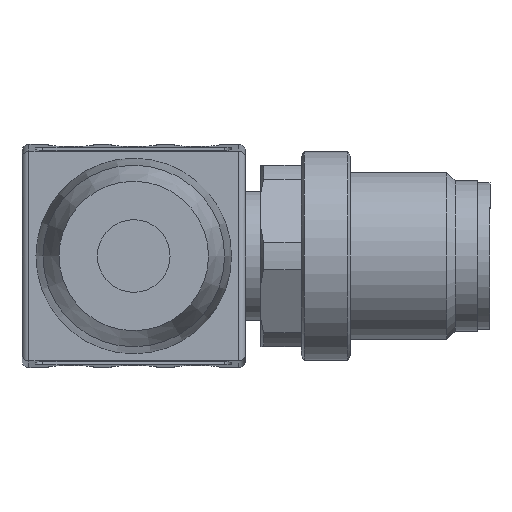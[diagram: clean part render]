
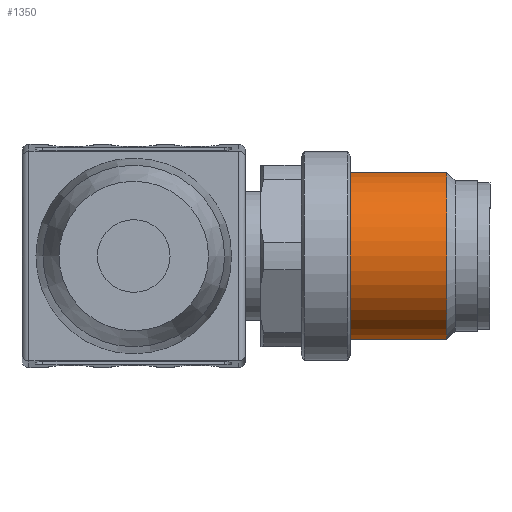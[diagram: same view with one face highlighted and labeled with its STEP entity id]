
A CAD part, left-side view. The second image highlights one B-rep face of the part: STEP entity #1350.
In plain terms, the highlighted cylindrical face has radius 6 mm (diameter 12 mm), a full revolution.
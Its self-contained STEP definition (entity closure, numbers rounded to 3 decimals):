
#369=CYLINDRICAL_SURFACE('',#5023,6.);
#438=FACE_BOUND('',#1988,.T.);
#439=FACE_BOUND('',#1989,.T.);
#1350=ADVANCED_FACE('',(#438,#439),#369,.T.);
#1988=EDGE_LOOP('',(#3168));
#1989=EDGE_LOOP('',(#3169));
#3168=ORIENTED_EDGE('',*,*,#4269,.F.);
#3169=ORIENTED_EDGE('',*,*,#4270,.T.);
#3654=VERTEX_POINT('',#8080);
#3655=VERTEX_POINT('',#8083);
#4269=EDGE_CURVE('',#3654,#3654,#4553,.T.);
#4270=EDGE_CURVE('',#3655,#3655,#4554,.T.);
#4553=CIRCLE('',#5020,6.);
#4554=CIRCLE('',#5022,6.);
#5020=AXIS2_PLACEMENT_3D('',#8079,#6271,#6272);
#5022=AXIS2_PLACEMENT_3D('',#8082,#6275,#6276);
#5023=AXIS2_PLACEMENT_3D('',#8084,#6277,#6278);
#6271=DIRECTION('',(0.,-1.,0.));
#6272=DIRECTION('',(0.5,0.,-0.866));
#6275=DIRECTION('',(0.,-1.,0.));
#6276=DIRECTION('',(0.866,0.,-0.5));
#6277=DIRECTION('',(0.,-1.,0.));
#6278=DIRECTION('',(0.5,0.,-0.866));
#8079=CARTESIAN_POINT('',(177.101,-22.4,0.));
#8080=CARTESIAN_POINT('',(180.101,-22.4,-5.196));
#8082=CARTESIAN_POINT('',(177.101,-15.5,0.));
#8083=CARTESIAN_POINT('',(182.297,-15.5,-3.));
#8084=CARTESIAN_POINT('',(177.101,-24.5,0.));
